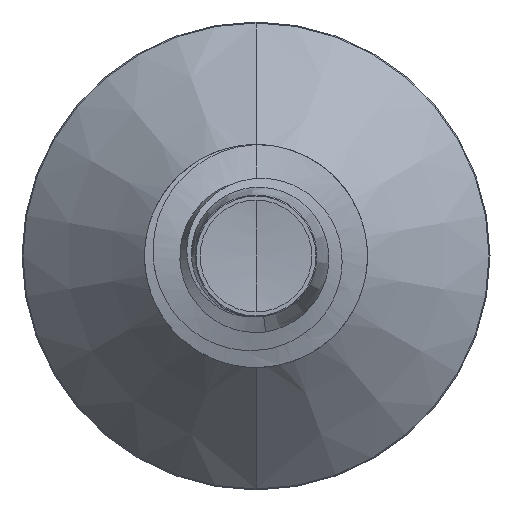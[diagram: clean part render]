
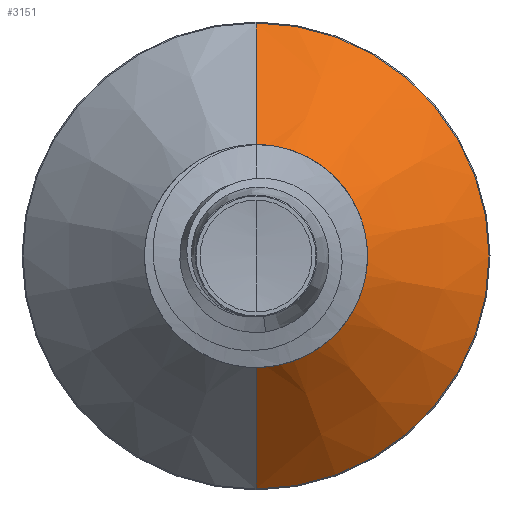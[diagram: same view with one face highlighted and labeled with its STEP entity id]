
A CAD part, front view. The second image highlights one B-rep face of the part: STEP entity #3151.
In plain terms, the highlighted conical face has half-angle 45 degrees and reference radius 1.857 mm.
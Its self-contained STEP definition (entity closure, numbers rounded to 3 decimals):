
#1141 = LINE ( 'NONE', #3553, #3837 ) ;
#1419 = FACE_OUTER_BOUND ( 'NONE', #13551, .T. ) ;
#1687 = EDGE_CURVE ( 'NONE', #4948, #13050, #2886, .T. ) ;
#2886 = LINE ( 'NONE', #6093, #13668 ) ;
#3151 = ADVANCED_FACE ( 'NONE', ( #1419 ), #9919, .T. ) ;
#3553 = CARTESIAN_POINT ( 'NONE',  ( 0., 6.957, 1.857 ) ) ;
#3669 = DIRECTION ( 'NONE',  ( 0., 0.707, 0.707 ) ) ;
#3801 = ORIENTED_EDGE ( 'NONE', *, *, #13401, .F. ) ;
#3837 = VECTOR ( 'NONE', #3669, 1000. ) ;
#4445 = CIRCLE ( 'NONE', #6375, 4.182 ) ;
#4660 = CARTESIAN_POINT ( 'NONE',  ( 0., 9.282, -4.182 ) ) ;
#4753 = VERTEX_POINT ( 'NONE', #9262 ) ;
#4948 = VERTEX_POINT ( 'NONE', #7395 ) ;
#6056 = DIRECTION ( 'NONE',  ( 0., 0.707, -0.707 ) ) ;
#6093 = CARTESIAN_POINT ( 'NONE',  ( 0., 6.957, -1.857 ) ) ;
#6375 = AXIS2_PLACEMENT_3D ( 'NONE', #7384, #7376, #7353 ) ;
#7050 = AXIS2_PLACEMENT_3D ( 'NONE', #8427, #8139, #8281 ) ;
#7353 = DIRECTION ( 'NONE',  ( 0., 0., 1. ) ) ;
#7376 = DIRECTION ( 'NONE',  ( 0., 1., 0. ) ) ;
#7384 = CARTESIAN_POINT ( 'NONE',  ( 0., 9.282, 0. ) ) ;
#7395 = CARTESIAN_POINT ( 'NONE',  ( 0., 6.957, -1.857 ) ) ;
#8139 = DIRECTION ( 'NONE',  ( 0., 1., 0. ) ) ;
#8281 = DIRECTION ( 'NONE',  ( 0., 0., 1. ) ) ;
#8427 = CARTESIAN_POINT ( 'NONE',  ( 0., 6.957, 0. ) ) ;
#8591 = EDGE_CURVE ( 'NONE', #4753, #4948, #12197, .T. ) ;
#9262 = CARTESIAN_POINT ( 'NONE',  ( 0., 6.957, 1.857 ) ) ;
#9919 = CONICAL_SURFACE ( 'NONE', #7050, 1.857, 0.785 ) ;
#10200 = VERTEX_POINT ( 'NONE', #11135 ) ;
#10202 = ORIENTED_EDGE ( 'NONE', *, *, #1687, .T. ) ;
#11091 = AXIS2_PLACEMENT_3D ( 'NONE', #12138, #12010, #11988 ) ;
#11135 = CARTESIAN_POINT ( 'NONE',  ( 0., 9.282, 4.182 ) ) ;
#11536 = ORIENTED_EDGE ( 'NONE', *, *, #8591, .T. ) ;
#11988 = DIRECTION ( 'NONE',  ( 0., 0., 1. ) ) ;
#12010 = DIRECTION ( 'NONE',  ( 0., 1., 0. ) ) ;
#12138 = CARTESIAN_POINT ( 'NONE',  ( 0., 6.957, 0. ) ) ;
#12197 = CIRCLE ( 'NONE', #11091, 1.857 ) ;
#12579 = EDGE_CURVE ( 'NONE', #10200, #13050, #4445, .T. ) ;
#13050 = VERTEX_POINT ( 'NONE', #4660 ) ;
#13401 = EDGE_CURVE ( 'NONE', #4753, #10200, #1141, .T. ) ;
#13551 = EDGE_LOOP ( 'NONE', ( #11536, #10202, #13575, #3801 ) ) ;
#13575 = ORIENTED_EDGE ( 'NONE', *, *, #12579, .F. ) ;
#13668 = VECTOR ( 'NONE', #6056, 1000. ) ;
